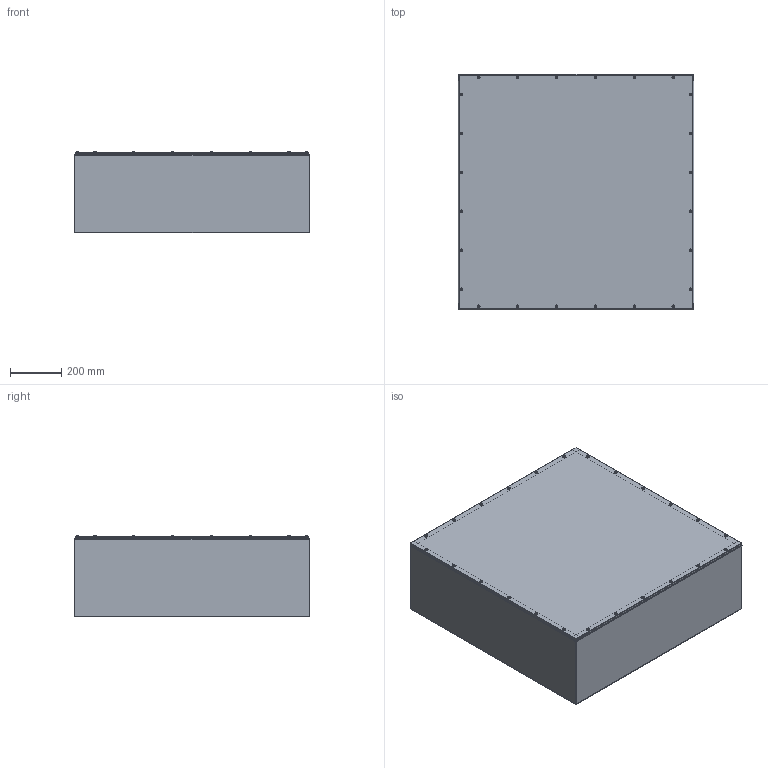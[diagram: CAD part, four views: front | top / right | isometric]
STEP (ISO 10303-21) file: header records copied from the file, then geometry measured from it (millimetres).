
FILE_DESCRIPTION (( 'STEP AP214' ), '1' );
FILE_NAME ('WA363612GSCG.STEP', '2016-02-15T17:27:54', ( '' ), ( '' ), 'SwSTEP 2.0', 'SolidWorks 2014', '' );
FILE_SCHEMA (( 'AUTOMOTIVE_DESIGN' ));
Length unit declared in the file: inch
Products named in the file (10): WA363612GSCGTEW; WA363612GSCGBTM; WA363612GSCGBLR; 36; WA3636GSCGLP; WA363612GSCG; 39077; 39035; 37210; 34984
Assembly tree (104 placements, depth 2):
  WA363612GSCG
    WA3636GSCGLP
    36  x4
    WA363612GSCGBLR
    WA363612GSCGBTM
    WA363612GSCGTEW
    34984  x24
    37210  x24
    39035  x24
    39077  x24
Bounding box: 920.75 x 920.75 x 319.22 mm (x, y, z)
Volume: 7266745.6 mm3; surface area: 5973630.2 mm2
Topology: 104 solids, 104 shells, 2408 faces, 6096 edges, 3896 vertices
Faces by surface type: plane 1124, cylinder 636, cone 456, torus 144, sphere 48
Entity records: 12722 total; most frequent: DIRECTION 1671, CARTESIAN_POINT 1593, ORIENTED_EDGE 1348, EDGE_CURVE 674, AXIS2_PLACEMENT_3D 667, VERTEX_POINT 445, EDGE_LOOP 355, LINE 337
